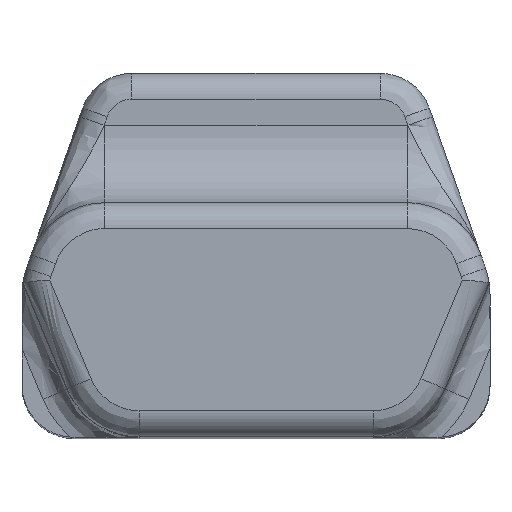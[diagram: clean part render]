
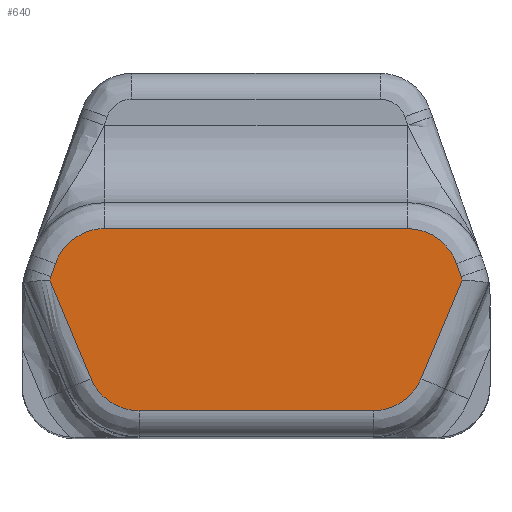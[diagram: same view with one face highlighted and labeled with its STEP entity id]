
A CAD part, top view. The second image highlights one B-rep face of the part: STEP entity #640.
In plain terms, the highlighted free-form (B-spline) face has degree [1, 1] with [2, 2] control points.
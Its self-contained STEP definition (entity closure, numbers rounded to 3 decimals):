
#31 = VERTEX_POINT('',#32);
#32 = CARTESIAN_POINT('',(2.969,2.495,32.998)
  );
#38 = EDGE_CURVE('',#31,#39,#41,.T.);
#39 = VERTEX_POINT('',#40);
#40 = CARTESIAN_POINT('',(1.2,6.74,32.998)
  );
#41 = B_SPLINE_CURVE_WITH_KNOTS('',1,(#42,#43),.UNSPECIFIED.,.F.,.F.,(2,
    2),(-2.077,2.034),.PIECEWISE_BEZIER_KNOTS.);
#42 = CARTESIAN_POINT('',(2.969,2.495,32.998)
  );
#43 = CARTESIAN_POINT('',(1.2,6.74,32.998)
  );
#72 = EDGE_CURVE('',#39,#73,#75,.T.);
#73 = VERTEX_POINT('',#74);
#74 = CARTESIAN_POINT('',(1.244,6.88,32.998)
  );
#75 = ( BOUNDED_CURVE() B_SPLINE_CURVE(2,(#76,#77,#78),.UNSPECIFIED.,.F.
,.F.) B_SPLINE_CURVE_WITH_KNOTS((3,3),(0.03,
0.096),.PIECEWISE_BEZIER_KNOTS.) CURVE() 
GEOMETRIC_REPRESENTATION_ITEM() RATIONAL_B_SPLINE_CURVE((1.,
0.999,1.)) REPRESENTATION_ITEM('') );
#76 = CARTESIAN_POINT('',(1.2,6.74,32.998)
  );
#77 = CARTESIAN_POINT('',(1.22,6.811,32.998)
  );
#78 = CARTESIAN_POINT('',(1.244,6.88,32.998)
  );
#109 = VERTEX_POINT('',#110);
#110 = CARTESIAN_POINT('',(1.444,7.451,32.998
    ));
#124 = EDGE_CURVE('',#73,#109,#125,.T.);
#125 = B_SPLINE_CURVE_WITH_KNOTS('',1,(#126,#127),.UNSPECIFIED.,.F.,.F.,
  (2,2),(-4.507,-3.967),.PIECEWISE_BEZIER_KNOTS.);
#126 = CARTESIAN_POINT('',(1.244,6.88,32.998
    ));
#127 = CARTESIAN_POINT('',(1.444,7.451,32.998
    ));
#140 = VERTEX_POINT('',#141);
#141 = CARTESIAN_POINT('',(3.555,8.949,32.998
    ));
#156 = EDGE_CURVE('',#109,#140,#157,.T.);
#157 = ( BOUNDED_CURVE() B_SPLINE_CURVE(2,(#158,#159,#160),
.UNSPECIFIED.,.F.,.F.) B_SPLINE_CURVE_WITH_KNOTS((3,3),(5.666,
6.9),.PIECEWISE_BEZIER_KNOTS.) CURVE() 
GEOMETRIC_REPRESENTATION_ITEM() RATIONAL_B_SPLINE_CURVE((1.,
0.816,1.)) REPRESENTATION_ITEM('') );
#158 = CARTESIAN_POINT('',(1.444,7.451,32.998
    ));
#159 = CARTESIAN_POINT('',(1.968,8.949,32.998
    ));
#160 = CARTESIAN_POINT('',(3.555,8.949,32.998
    ));
#176 = VERTEX_POINT('',#177);
#177 = CARTESIAN_POINT('',(16.579,8.949,
    32.998));
#191 = EDGE_CURVE('',#140,#176,#192,.T.);
#192 = B_SPLINE_CURVE_WITH_KNOTS('',1,(#193,#194),.UNSPECIFIED.,.F.,.F.,
  (2,2),(-9.797,1.847),.PIECEWISE_BEZIER_KNOTS.);
#193 = CARTESIAN_POINT('',(3.555,8.949,32.998
    ));
#194 = CARTESIAN_POINT('',(16.579,8.949,
    32.998));
#207 = VERTEX_POINT('',#208);
#208 = CARTESIAN_POINT('',(18.691,7.451,
    32.998));
#223 = EDGE_CURVE('',#176,#207,#224,.T.);
#224 = ( BOUNDED_CURVE() B_SPLINE_CURVE(2,(#225,#226,#227),
.UNSPECIFIED.,.F.,.F.) B_SPLINE_CURVE_WITH_KNOTS((3,3),(5.666,
6.9),.PIECEWISE_BEZIER_KNOTS.) CURVE() 
GEOMETRIC_REPRESENTATION_ITEM() RATIONAL_B_SPLINE_CURVE((1.,
0.816,1.)) REPRESENTATION_ITEM('') );
#225 = CARTESIAN_POINT('',(16.579,8.949,
    32.998));
#226 = CARTESIAN_POINT('',(18.166,8.949,
    32.998));
#227 = CARTESIAN_POINT('',(18.691,7.451,
    32.998));
#243 = VERTEX_POINT('',#244);
#244 = CARTESIAN_POINT('',(18.89,6.88,
    32.998));
#258 = EDGE_CURVE('',#207,#243,#259,.T.);
#259 = B_SPLINE_CURVE_WITH_KNOTS('',1,(#260,#261),.UNSPECIFIED.,.F.,.F.,
  (2,2),(-0.271,0.269),.PIECEWISE_BEZIER_KNOTS.);
#260 = CARTESIAN_POINT('',(18.691,7.451,
    32.998));
#261 = CARTESIAN_POINT('',(18.89,6.88,
    32.998));
#282 = EDGE_CURVE('',#243,#283,#285,.T.);
#283 = VERTEX_POINT('',#284);
#284 = CARTESIAN_POINT('',(18.935,6.74,
    32.998));
#285 = ( BOUNDED_CURVE() B_SPLINE_CURVE(2,(#286,#287,#288),
.UNSPECIFIED.,.F.,.F.) B_SPLINE_CURVE_WITH_KNOTS((3,3),(6.187,
6.253),.PIECEWISE_BEZIER_KNOTS.) CURVE() 
GEOMETRIC_REPRESENTATION_ITEM() RATIONAL_B_SPLINE_CURVE((1.,
0.999,1.)) REPRESENTATION_ITEM('') );
#286 = CARTESIAN_POINT('',(18.89,6.88,
    32.998));
#287 = CARTESIAN_POINT('',(18.915,6.811,
    32.998));
#288 = CARTESIAN_POINT('',(18.935,6.74,32.998
    ));
#323 = VERTEX_POINT('',#324);
#324 = CARTESIAN_POINT('',(5.034,1.119,32.998
    ));
#330 = EDGE_CURVE('',#323,#31,#331,.T.);
#331 = ( BOUNDED_CURVE() B_SPLINE_CURVE(2,(#332,#333,#334),
.UNSPECIFIED.,.F.,.F.) B_SPLINE_CURVE_WITH_KNOTS((3,3),(5.695,
6.871),.PIECEWISE_BEZIER_KNOTS.) CURVE() 
GEOMETRIC_REPRESENTATION_ITEM() RATIONAL_B_SPLINE_CURVE((1.,
0.832,1.)) REPRESENTATION_ITEM('') );
#332 = CARTESIAN_POINT('',(5.034,1.119,32.998
    ));
#333 = CARTESIAN_POINT('',(3.542,1.119,32.998
    ));
#334 = CARTESIAN_POINT('',(2.969,2.495,32.998
    ));
#359 = VERTEX_POINT('',#360);
#360 = CARTESIAN_POINT('',(15.101,1.119,
    32.998));
#366 = EDGE_CURVE('',#359,#323,#367,.T.);
#367 = B_SPLINE_CURVE_WITH_KNOTS('',1,(#368,#369),.UNSPECIFIED.,.F.,.F.,
  (2,2),(-9.,0.),.PIECEWISE_BEZIER_KNOTS.);
#368 = CARTESIAN_POINT('',(15.101,1.119,
    32.998));
#369 = CARTESIAN_POINT('',(5.034,1.119,32.998
    ));
#390 = VERTEX_POINT('',#391);
#391 = CARTESIAN_POINT('',(17.166,2.495,
    32.998));
#397 = EDGE_CURVE('',#390,#359,#398,.T.);
#398 = ( BOUNDED_CURVE() B_SPLINE_CURVE(2,(#399,#400,#401),
.UNSPECIFIED.,.F.,.F.) B_SPLINE_CURVE_WITH_KNOTS((3,3),(5.695,
6.871),.PIECEWISE_BEZIER_KNOTS.) CURVE() 
GEOMETRIC_REPRESENTATION_ITEM() RATIONAL_B_SPLINE_CURVE((1.,
0.832,1.)) REPRESENTATION_ITEM('') );
#399 = CARTESIAN_POINT('',(17.166,2.495,
    32.998));
#400 = CARTESIAN_POINT('',(16.592,1.119,
    32.998));
#401 = CARTESIAN_POINT('',(15.101,1.119,
    32.998));
#423 = EDGE_CURVE('',#283,#390,#424,.T.);
#424 = B_SPLINE_CURVE_WITH_KNOTS('',1,(#425,#426),.UNSPECIFIED.,.F.,.F.,
  (2,2),(-5.284,-1.173),.PIECEWISE_BEZIER_KNOTS.);
#425 = CARTESIAN_POINT('',(18.935,6.74,32.998
    ));
#426 = CARTESIAN_POINT('',(17.166,2.495,
    32.998));
#640 = ADVANCED_FACE('',(#641),#655,.T.);
#641 = FACE_BOUND('',#642,.T.);
#642 = EDGE_LOOP('',(#643,#644,#645,#646,#647,#648,#649,#650,#651,#652,
    #653,#654));
#643 = ORIENTED_EDGE('',*,*,#38,.F.);
#644 = ORIENTED_EDGE('',*,*,#330,.F.);
#645 = ORIENTED_EDGE('',*,*,#366,.F.);
#646 = ORIENTED_EDGE('',*,*,#397,.F.);
#647 = ORIENTED_EDGE('',*,*,#423,.F.);
#648 = ORIENTED_EDGE('',*,*,#282,.F.);
#649 = ORIENTED_EDGE('',*,*,#258,.F.);
#650 = ORIENTED_EDGE('',*,*,#223,.F.);
#651 = ORIENTED_EDGE('',*,*,#191,.F.);
#652 = ORIENTED_EDGE('',*,*,#156,.F.);
#653 = ORIENTED_EDGE('',*,*,#124,.F.);
#654 = ORIENTED_EDGE('',*,*,#72,.F.);
#655 = B_SPLINE_SURFACE_WITH_KNOTS('',1,1,(
    (#656,#657)
    ,(#658,#659
    )),.UNSPECIFIED.,.F.,.F.,.F.,(2,2),(2,2),(-7.927,
    7.927),(-3.5,3.5),.PIECEWISE_BEZIER_KNOTS.);
#656 = CARTESIAN_POINT('',(1.2,1.119,32.998
    ));
#657 = CARTESIAN_POINT('',(1.2,8.949,32.998
    ));
#658 = CARTESIAN_POINT('',(18.935,1.119,32.998
    ));
#659 = CARTESIAN_POINT('',(18.935,8.949,32.998
    ));
